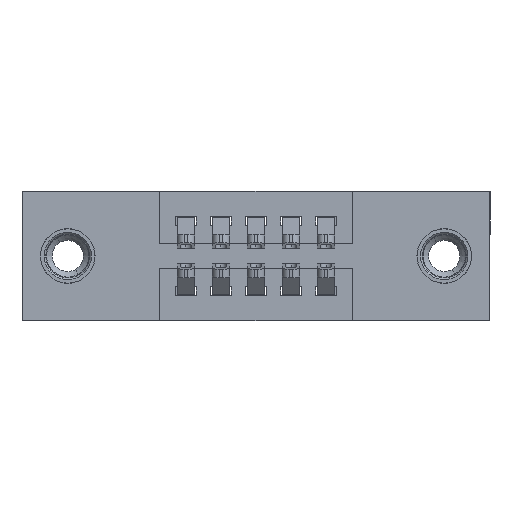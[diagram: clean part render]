
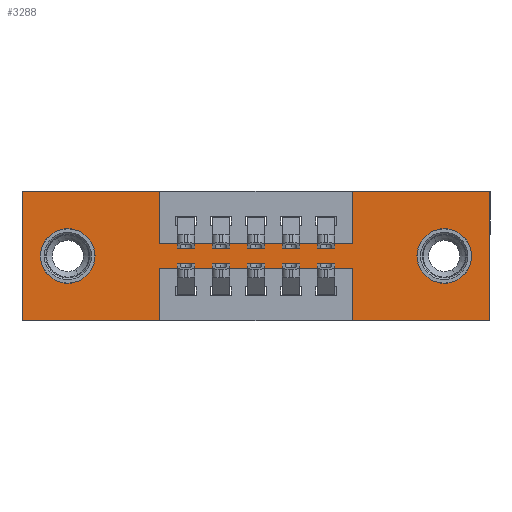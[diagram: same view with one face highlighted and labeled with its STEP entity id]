
A CAD part, front view. The second image highlights one B-rep face of the part: STEP entity #3288.
In plain terms, the highlighted planar face has unit normal (0, -1, 0).
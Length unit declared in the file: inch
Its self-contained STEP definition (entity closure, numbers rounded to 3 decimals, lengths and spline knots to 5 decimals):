
#271 = AXIS2_PLACEMENT_3D ( 'NONE', #10581, #6313, #8927 ) ;
#343 = CARTESIAN_POINT ( 'NONE',  ( 0., 0., -0.37 ) ) ;
#381 = DIRECTION ( 'NONE',  ( 0., 0., -1. ) ) ;
#395 = VECTOR ( 'NONE', #6068, 39.37008 ) ;
#414 = EDGE_LOOP ( 'NONE', ( #4673, #9629 ) ) ;
#459 = EDGE_CURVE ( 'NONE', #7568, #1425, #1765, .T. ) ;
#535 = VERTEX_POINT ( 'NONE', #2619 ) ;
#663 = CARTESIAN_POINT ( 'NONE',  ( 0., 0., -0.37 ) ) ;
#786 = CARTESIAN_POINT ( 'NONE',  ( 0.9425, 0., 0. ) ) ;
#948 = CARTESIAN_POINT ( 'NONE',  ( 1.335, 0., -0.37 ) ) ;
#1028 = VECTOR ( 'NONE', #8717, 39.37008 ) ;
#1183 = AXIS2_PLACEMENT_3D ( 'NONE', #6475, #8179, #6396 ) ;
#1193 = EDGE_CURVE ( 'NONE', #535, #9689, #10160, .T. ) ;
#1200 = VERTEX_POINT ( 'NONE', #6153 ) ;
#1257 = CARTESIAN_POINT ( 'NONE',  ( 0.3925, 0., -0.22 ) ) ;
#1312 = LINE ( 'NONE', #4005, #3491 ) ;
#1405 = EDGE_CURVE ( 'NONE', #5047, #7473, #8750, .T. ) ;
#1425 = VERTEX_POINT ( 'NONE', #6569 ) ;
#1444 = LINE ( 'NONE', #663, #2800 ) ;
#1452 = AXIS2_PLACEMENT_3D ( 'NONE', #343, #8087, #381 ) ;
#1453 = DIRECTION ( 'NONE',  ( 0., 0., 1. ) ) ;
#1493 = VECTOR ( 'NONE', #10614, 39.37008 ) ;
#1516 = DIRECTION ( 'NONE',  ( 0., 0., 1. ) ) ;
#1569 = DIRECTION ( 'NONE',  ( -1., 0., 0. ) ) ;
#1620 = EDGE_CURVE ( 'NONE', #9646, #8259, #5428, .T. ) ;
#1685 = VERTEX_POINT ( 'NONE', #7009 ) ;
#1740 = ORIENTED_EDGE ( 'NONE', *, *, #5741, .F. ) ;
#1765 = CIRCLE ( 'NONE', #6442, 0.078 ) ;
#1896 = CARTESIAN_POINT ( 'NONE',  ( 1.205, 0., -0.185 ) ) ;
#2144 = EDGE_CURVE ( 'NONE', #10917, #9646, #10684, .T. ) ;
#2619 = CARTESIAN_POINT ( 'NONE',  ( 1.205, 0., -0.107 ) ) ;
#2653 = LINE ( 'NONE', #8680, #1028 ) ;
#2800 = VECTOR ( 'NONE', #1569, 39.37008 ) ;
#3013 = CIRCLE ( 'NONE', #8791, 0.078 ) ;
#3025 = EDGE_CURVE ( 'NONE', #1200, #10917, #2653, .T. ) ;
#3035 = VECTOR ( 'NONE', #6077, 39.37008 ) ;
#3134 = VERTEX_POINT ( 'NONE', #6227 ) ;
#3288 = ADVANCED_FACE ( 'NONE', ( #9139, #9973, #6647 ), #10008, .T. ) ;
#3459 = LINE ( 'NONE', #1257, #9671 ) ;
#3467 = ORIENTED_EDGE ( 'NONE', *, *, #3025, .F. ) ;
#3491 = VECTOR ( 'NONE', #7461, 39.37008 ) ;
#3500 = CARTESIAN_POINT ( 'NONE',  ( 0.3925, 0., 0. ) ) ;
#4005 = CARTESIAN_POINT ( 'NONE',  ( 0., 0., 0. ) ) ;
#4017 = CARTESIAN_POINT ( 'NONE',  ( 0.9425, 0., -0.37 ) ) ;
#4132 = CARTESIAN_POINT ( 'NONE',  ( 0.9425, 0., -0.22 ) ) ;
#4159 = CARTESIAN_POINT ( 'NONE',  ( 0.13, 0., -0.185 ) ) ;
#4186 = CARTESIAN_POINT ( 'NONE',  ( 0., 0., 0. ) ) ;
#4271 = DIRECTION ( 'NONE',  ( 0., 0., -1. ) ) ;
#4322 = DIRECTION ( 'NONE',  ( 0., 0., -1. ) ) ;
#4428 = CARTESIAN_POINT ( 'NONE',  ( 0., 0., -0.37 ) ) ;
#4522 = ORIENTED_EDGE ( 'NONE', *, *, #9816, .F. ) ;
#4626 = EDGE_CURVE ( 'NONE', #1425, #7568, #8896, .T. ) ;
#4673 = ORIENTED_EDGE ( 'NONE', *, *, #1193, .T. ) ;
#4715 = DIRECTION ( 'NONE',  ( -1., 0., 0. ) ) ;
#4925 = CARTESIAN_POINT ( 'NONE',  ( 0.9425, 0., -0.37 ) ) ;
#4946 = ORIENTED_EDGE ( 'NONE', *, *, #4626, .T. ) ;
#4974 = ORIENTED_EDGE ( 'NONE', *, *, #7046, .F. ) ;
#5034 = LINE ( 'NONE', #4186, #395 ) ;
#5047 = VERTEX_POINT ( 'NONE', #11106 ) ;
#5079 = VERTEX_POINT ( 'NONE', #8574 ) ;
#5168 = CARTESIAN_POINT ( 'NONE',  ( 0., 0., 0. ) ) ;
#5280 = VERTEX_POINT ( 'NONE', #6708 ) ;
#5363 = LINE ( 'NONE', #5168, #3035 ) ;
#5370 = CARTESIAN_POINT ( 'NONE',  ( 0.9425, 0., -0.15 ) ) ;
#5428 = LINE ( 'NONE', #4925, #10017 ) ;
#5454 = EDGE_LOOP ( 'NONE', ( #4946, #6833 ) ) ;
#5693 = EDGE_CURVE ( 'NONE', #5280, #1200, #1312, .T. ) ;
#5741 = EDGE_CURVE ( 'NONE', #3134, #1685, #1444, .T. ) ;
#5752 = DIRECTION ( 'NONE',  ( 1., 0., 0. ) ) ;
#6040 = DIRECTION ( 'NONE',  ( 0., 1., 0. ) ) ;
#6068 = DIRECTION ( 'NONE',  ( 1., 0., 0. ) ) ;
#6077 = DIRECTION ( 'NONE',  ( 0., 0., 1. ) ) ;
#6153 = CARTESIAN_POINT ( 'NONE',  ( 1.335, 0., 0. ) ) ;
#6192 = DIRECTION ( 'NONE',  ( -1., 0., 0. ) ) ;
#6227 = CARTESIAN_POINT ( 'NONE',  ( 0.3925, 0., -0.37 ) ) ;
#6291 = VECTOR ( 'NONE', #5752, 39.37008 ) ;
#6313 = DIRECTION ( 'NONE',  ( 0., 1., 0. ) ) ;
#6396 = DIRECTION ( 'NONE',  ( 0., 0., 1. ) ) ;
#6442 = AXIS2_PLACEMENT_3D ( 'NONE', #4159, #10362, #1516 ) ;
#6475 = CARTESIAN_POINT ( 'NONE',  ( 0.13, 0., -0.185 ) ) ;
#6569 = CARTESIAN_POINT ( 'NONE',  ( 0.13, 0., -0.107 ) ) ;
#6647 = FACE_OUTER_BOUND ( 'NONE', #8824, .T. ) ;
#6708 = CARTESIAN_POINT ( 'NONE',  ( 0.9425, 0., 0. ) ) ;
#6781 = EDGE_CURVE ( 'NONE', #11001, #5047, #10936, .T. ) ;
#6833 = ORIENTED_EDGE ( 'NONE', *, *, #459, .T. ) ;
#6949 = DIRECTION ( 'NONE',  ( 0., 0., 1. ) ) ;
#7002 = VECTOR ( 'NONE', #6949, 39.37008 ) ;
#7009 = CARTESIAN_POINT ( 'NONE',  ( 0., 0., -0.37 ) ) ;
#7046 = EDGE_CURVE ( 'NONE', #8259, #7405, #3459, .T. ) ;
#7056 = ORIENTED_EDGE ( 'NONE', *, *, #1620, .F. ) ;
#7405 = VERTEX_POINT ( 'NONE', #9749 ) ;
#7461 = DIRECTION ( 'NONE',  ( 1., 0., 0. ) ) ;
#7473 = VERTEX_POINT ( 'NONE', #5370 ) ;
#7568 = VERTEX_POINT ( 'NONE', #10714 ) ;
#7681 = LINE ( 'NONE', #786, #7002 ) ;
#7769 = ORIENTED_EDGE ( 'NONE', *, *, #7882, .F. ) ;
#7882 = EDGE_CURVE ( 'NONE', #1685, #5079, #5363, .T. ) ;
#7944 = LINE ( 'NONE', #10518, #1493 ) ;
#8087 = DIRECTION ( 'NONE',  ( 0., -1., 0. ) ) ;
#8121 = ORIENTED_EDGE ( 'NONE', *, *, #1405, .F. ) ;
#8179 = DIRECTION ( 'NONE',  ( 0., 1., 0. ) ) ;
#8259 = VERTEX_POINT ( 'NONE', #4132 ) ;
#8393 = CARTESIAN_POINT ( 'NONE',  ( 1.205, 0., -0.263 ) ) ;
#8422 = EDGE_CURVE ( 'NONE', #9689, #535, #3013, .T. ) ;
#8423 = ORIENTED_EDGE ( 'NONE', *, *, #5693, .F. ) ;
#8470 = EDGE_CURVE ( 'NONE', #7473, #5280, #7681, .T. ) ;
#8574 = CARTESIAN_POINT ( 'NONE',  ( 0., 0., 0. ) ) ;
#8680 = CARTESIAN_POINT ( 'NONE',  ( 1.335, 0., 0. ) ) ;
#8717 = DIRECTION ( 'NONE',  ( 0., 0., -1. ) ) ;
#8750 = LINE ( 'NONE', #10944, #6291 ) ;
#8791 = AXIS2_PLACEMENT_3D ( 'NONE', #1896, #6040, #4271 ) ;
#8824 = EDGE_LOOP ( 'NONE', ( #10673, #4974, #7056, #11018, #3467, #8423, #10707, #8121, #10649, #4522, #7769, #1740 ) ) ;
#8896 = CIRCLE ( 'NONE', #1183, 0.078 ) ;
#8927 = DIRECTION ( 'NONE',  ( 0., 0., -1. ) ) ;
#9013 = EDGE_CURVE ( 'NONE', #7405, #3134, #7944, .T. ) ;
#9139 = FACE_BOUND ( 'NONE', #414, .T. ) ;
#9438 = VECTOR ( 'NONE', #6192, 39.37008 ) ;
#9629 = ORIENTED_EDGE ( 'NONE', *, *, #8422, .T. ) ;
#9646 = VERTEX_POINT ( 'NONE', #4017 ) ;
#9671 = VECTOR ( 'NONE', #4715, 39.37008 ) ;
#9689 = VERTEX_POINT ( 'NONE', #8393 ) ;
#9749 = CARTESIAN_POINT ( 'NONE',  ( 0.3925, 0., -0.22 ) ) ;
#9816 = EDGE_CURVE ( 'NONE', #5079, #11001, #5034, .T. ) ;
#9973 = FACE_BOUND ( 'NONE', #5454, .T. ) ;
#10008 = PLANE ( 'NONE',  #1452 ) ;
#10017 = VECTOR ( 'NONE', #1453, 39.37008 ) ;
#10160 = CIRCLE ( 'NONE', #271, 0.078 ) ;
#10362 = DIRECTION ( 'NONE',  ( 0., 1., 0. ) ) ;
#10489 = VECTOR ( 'NONE', #4322, 39.37008 ) ;
#10518 = CARTESIAN_POINT ( 'NONE',  ( 0.3925, 0., -0.37 ) ) ;
#10581 = CARTESIAN_POINT ( 'NONE',  ( 1.205, 0., -0.185 ) ) ;
#10614 = DIRECTION ( 'NONE',  ( 0., 0., -1. ) ) ;
#10649 = ORIENTED_EDGE ( 'NONE', *, *, #6781, .F. ) ;
#10673 = ORIENTED_EDGE ( 'NONE', *, *, #9013, .F. ) ;
#10684 = LINE ( 'NONE', #4428, #9438 ) ;
#10707 = ORIENTED_EDGE ( 'NONE', *, *, #8470, .F. ) ;
#10714 = CARTESIAN_POINT ( 'NONE',  ( 0.13, 0., -0.263 ) ) ;
#10762 = CARTESIAN_POINT ( 'NONE',  ( 0.3925, 0., 0. ) ) ;
#10917 = VERTEX_POINT ( 'NONE', #948 ) ;
#10936 = LINE ( 'NONE', #3500, #10489 ) ;
#10944 = CARTESIAN_POINT ( 'NONE',  ( 0.3925, 0., -0.15 ) ) ;
#11001 = VERTEX_POINT ( 'NONE', #10762 ) ;
#11018 = ORIENTED_EDGE ( 'NONE', *, *, #2144, .F. ) ;
#11106 = CARTESIAN_POINT ( 'NONE',  ( 0.3925, 0., -0.15 ) ) ;
